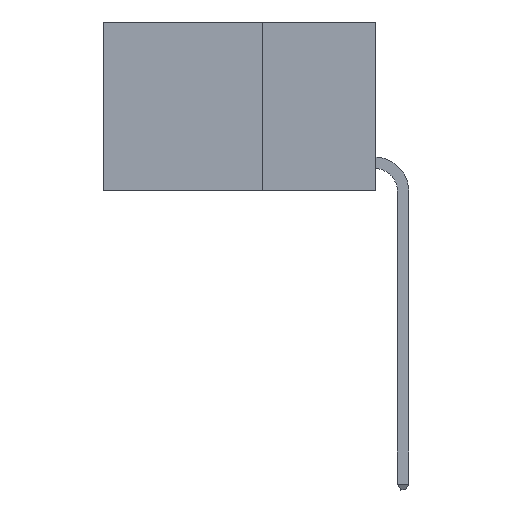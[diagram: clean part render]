
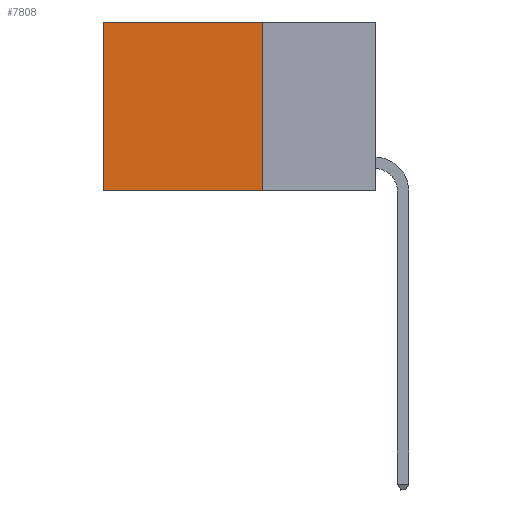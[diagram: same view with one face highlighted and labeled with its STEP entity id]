
A CAD part, left-side view. The second image highlights one B-rep face of the part: STEP entity #7808.
In plain terms, the highlighted planar face has unit normal (-1, 0, 0).
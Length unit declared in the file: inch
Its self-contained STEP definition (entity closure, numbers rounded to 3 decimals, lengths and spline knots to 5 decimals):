
#119 = ORIENTED_EDGE ( 'NONE', *, *, #12119, .T. ) ;
#179 = VECTOR ( 'NONE', #10170, 39.37008 ) ;
#287 = CARTESIAN_POINT ( 'NONE',  ( 0.2625, 0.25, 0. ) ) ;
#460 = CARTESIAN_POINT ( 'NONE',  ( 0.2625, 0.25, 0. ) ) ;
#1072 = EDGE_CURVE ( 'NONE', #13041, #15142, #3687, .T. ) ;
#1426 = CARTESIAN_POINT ( 'NONE',  ( 0.2625, 0.6, 0. ) ) ;
#1702 = DIRECTION ( 'NONE',  ( 0., 0., -1. ) ) ;
#1803 = DIRECTION ( 'NONE',  ( 1., 0., 0. ) ) ;
#2077 = VECTOR ( 'NONE', #1702, 39.37008 ) ;
#2078 = LINE ( 'NONE', #5832, #7352 ) ;
#2564 = EDGE_LOOP ( 'NONE', ( #7959, #8763, #5325, #119 ) ) ;
#2905 = CARTESIAN_POINT ( 'NONE',  ( 0.2625, 0.25, -0.37 ) ) ;
#3687 = LINE ( 'NONE', #287, #2077 ) ;
#3725 = DIRECTION ( 'NONE',  ( 0., 0., -1. ) ) ;
#5254 = FACE_OUTER_BOUND ( 'NONE', #2564, .T. ) ;
#5325 = ORIENTED_EDGE ( 'NONE', *, *, #1072, .F. ) ;
#5708 = LINE ( 'NONE', #9068, #179 ) ;
#5832 = CARTESIAN_POINT ( 'NONE',  ( 0.2625, 0.25, -0.37 ) ) ;
#6022 = VERTEX_POINT ( 'NONE', #10833 ) ;
#6132 = AXIS2_PLACEMENT_3D ( 'NONE', #460, #1803, #12592 ) ;
#6851 = DIRECTION ( 'NONE',  ( 0., 1., 0. ) ) ;
#7001 = CARTESIAN_POINT ( 'NONE',  ( 0.2625, 0.25, 0. ) ) ;
#7352 = VECTOR ( 'NONE', #6851, 39.37008 ) ;
#7808 = ADVANCED_FACE ( 'NONE', ( #5254 ), #8925, .F. ) ;
#7959 = ORIENTED_EDGE ( 'NONE', *, *, #8342, .T. ) ;
#8178 = EDGE_CURVE ( 'NONE', #15142, #15247, #2078, .T. ) ;
#8342 = EDGE_CURVE ( 'NONE', #6022, #15247, #14336, .T. ) ;
#8763 = ORIENTED_EDGE ( 'NONE', *, *, #8178, .F. ) ;
#8925 = PLANE ( 'NONE',  #6132 ) ;
#9068 = CARTESIAN_POINT ( 'NONE',  ( 0.2625, 0.25, 0. ) ) ;
#9154 = CARTESIAN_POINT ( 'NONE',  ( 0.2625, 0.6, -0.37 ) ) ;
#10170 = DIRECTION ( 'NONE',  ( 0., 1., 0. ) ) ;
#10833 = CARTESIAN_POINT ( 'NONE',  ( 0.2625, 0.6, 0. ) ) ;
#12119 = EDGE_CURVE ( 'NONE', #13041, #6022, #5708, .T. ) ;
#12592 = DIRECTION ( 'NONE',  ( 0., 0., -1. ) ) ;
#13041 = VERTEX_POINT ( 'NONE', #7001 ) ;
#13329 = VECTOR ( 'NONE', #3725, 39.37008 ) ;
#14336 = LINE ( 'NONE', #1426, #13329 ) ;
#15142 = VERTEX_POINT ( 'NONE', #2905 ) ;
#15247 = VERTEX_POINT ( 'NONE', #9154 ) ;
